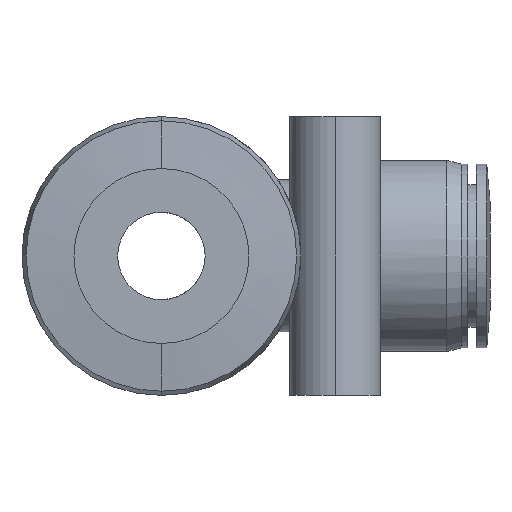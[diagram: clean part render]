
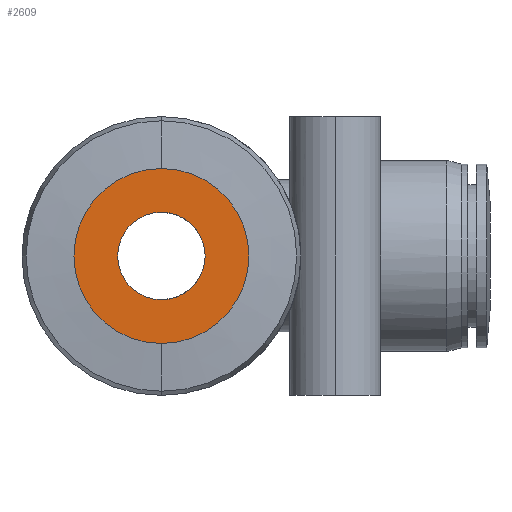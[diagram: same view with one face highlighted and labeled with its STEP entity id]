
A CAD part, left-side view. The second image highlights one B-rep face of the part: STEP entity #2609.
In plain terms, the highlighted planar face has unit normal (-1, 0, 0).
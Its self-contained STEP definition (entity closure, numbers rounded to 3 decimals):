
#80 = AXIS2_PLACEMENT_3D ( 'NONE', #723, #711, #557 ) ;
#116 = DIRECTION ( 'NONE',  ( 0., 0., 1. ) ) ;
#125 = DIRECTION ( 'NONE',  ( 0., 0., 1. ) ) ;
#253 = VERTEX_POINT ( 'NONE', #797 ) ;
#386 = ORIENTED_EDGE ( 'NONE', *, *, #1430, .F. ) ;
#557 = DIRECTION ( 'NONE',  ( 0., 0., 1. ) ) ;
#629 = EDGE_CURVE ( 'NONE', #716, #2087, #1046, .T. ) ;
#711 = DIRECTION ( 'NONE',  ( -1., 0., 0. ) ) ;
#716 = VERTEX_POINT ( 'NONE', #836 ) ;
#723 = CARTESIAN_POINT ( 'NONE',  ( -6.7, 0., 0. ) ) ;
#724 = FACE_OUTER_BOUND ( 'NONE', #1878, .T. ) ;
#765 = CIRCLE ( 'NONE', #2659, 8. ) ;
#797 = CARTESIAN_POINT ( 'NONE',  ( -6.7, 0., -8. ) ) ;
#817 = CARTESIAN_POINT ( 'NONE',  ( -6.7, 0., 0. ) ) ;
#836 = CARTESIAN_POINT ( 'NONE',  ( -6.7, 0., 4. ) ) ;
#927 = VERTEX_POINT ( 'NONE', #1026 ) ;
#948 = CIRCLE ( 'NONE', #2701, 4. ) ;
#982 = CARTESIAN_POINT ( 'NONE',  ( -6.7, 0., 0. ) ) ;
#1026 = CARTESIAN_POINT ( 'NONE',  ( -6.7, 0., 8. ) ) ;
#1046 = CIRCLE ( 'NONE', #80, 4. ) ;
#1051 = DIRECTION ( 'NONE',  ( 0., 0., 1. ) ) ;
#1078 = CARTESIAN_POINT ( 'NONE',  ( -6.7, 0., 0. ) ) ;
#1159 = ORIENTED_EDGE ( 'NONE', *, *, #629, .F. ) ;
#1206 = DIRECTION ( 'NONE',  ( 0., 0., 1. ) ) ;
#1321 = PLANE ( 'NONE',  #1553 ) ;
#1342 = CIRCLE ( 'NONE', #1707, 8. ) ;
#1420 = CARTESIAN_POINT ( 'NONE',  ( -6.7, 0., -4. ) ) ;
#1430 = EDGE_CURVE ( 'NONE', #2087, #716, #948, .T. ) ;
#1553 = AXIS2_PLACEMENT_3D ( 'NONE', #1078, #1555, #116 ) ;
#1555 = DIRECTION ( 'NONE',  ( -1., 0., 0. ) ) ;
#1565 = DIRECTION ( 'NONE',  ( -1., 0., 0. ) ) ;
#1707 = AXIS2_PLACEMENT_3D ( 'NONE', #2814, #1565, #125 ) ;
#1787 = EDGE_CURVE ( 'NONE', #927, #253, #765, .T. ) ;
#1843 = ORIENTED_EDGE ( 'NONE', *, *, #1787, .T. ) ;
#1878 = EDGE_LOOP ( 'NONE', ( #1843, #2219 ) ) ;
#2087 = VERTEX_POINT ( 'NONE', #1420 ) ;
#2219 = ORIENTED_EDGE ( 'NONE', *, *, #2615, .T. ) ;
#2394 = DIRECTION ( 'NONE',  ( -1., 0., 0. ) ) ;
#2444 = FACE_BOUND ( 'NONE', #2587, .T. ) ;
#2524 = DIRECTION ( 'NONE',  ( -1., 0., 0. ) ) ;
#2587 = EDGE_LOOP ( 'NONE', ( #386, #1159 ) ) ;
#2609 = ADVANCED_FACE ( 'NONE', ( #2444, #724 ), #1321, .T. ) ;
#2615 = EDGE_CURVE ( 'NONE', #253, #927, #1342, .T. ) ;
#2659 = AXIS2_PLACEMENT_3D ( 'NONE', #817, #2394, #1051 ) ;
#2701 = AXIS2_PLACEMENT_3D ( 'NONE', #982, #2524, #1206 ) ;
#2814 = CARTESIAN_POINT ( 'NONE',  ( -6.7, 0., 0. ) ) ;
